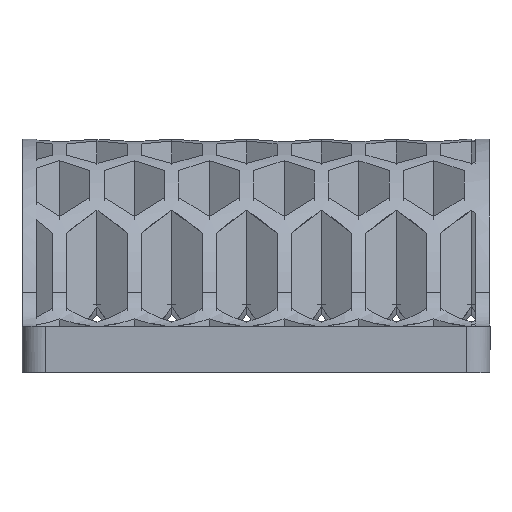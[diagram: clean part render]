
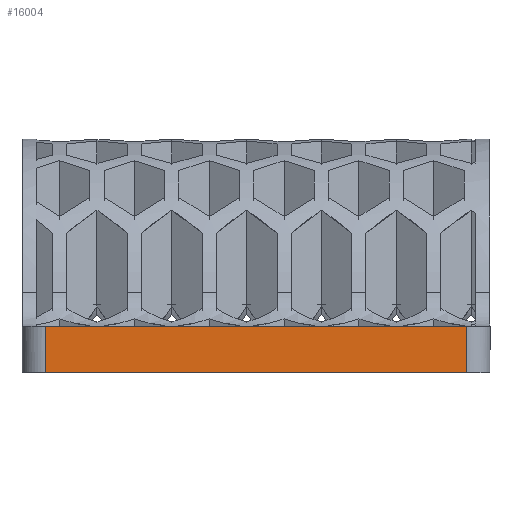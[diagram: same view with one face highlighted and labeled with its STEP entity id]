
A CAD part, left-side view. The second image highlights one B-rep face of the part: STEP entity #16004.
In plain terms, the highlighted free-form (B-spline) face has degree [1, 1] with [2, 2] control points.
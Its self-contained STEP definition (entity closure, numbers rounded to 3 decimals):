
#16004 = ADVANCED_FACE('',(#16005),#16035,.T.);
#16005 = FACE_BOUND('',#16006,.T.);
#16006 = EDGE_LOOP('',(#16007,#16016,#16023,#16030));
#16007 = ORIENTED_EDGE('',*,*,#16008,.T.);
#16008 = EDGE_CURVE('',#16009,#16011,#16013,.T.);
#16009 = VERTEX_POINT('',#16010);
#16010 = CARTESIAN_POINT('',(-109.664,7.311,
    7.311));
#16011 = VERTEX_POINT('',#16012);
#16012 = CARTESIAN_POINT('',(-109.664,7.311,
    -7.311));
#16013 = B_SPLINE_CURVE_WITH_KNOTS('',1,(#16014,#16015),.UNSPECIFIED.,
  .F.,.F.,(2,2),(0.,10.),.PIECEWISE_BEZIER_KNOTS.);
#16014 = CARTESIAN_POINT('',(-109.664,7.311,
    7.311));
#16015 = CARTESIAN_POINT('',(-109.664,7.311,
    -7.311));
#16016 = ORIENTED_EDGE('',*,*,#16017,.T.);
#16017 = EDGE_CURVE('',#16011,#16018,#16020,.T.);
#16018 = VERTEX_POINT('',#16019);
#16019 = CARTESIAN_POINT('',(-109.664,138.907,
    -7.311));
#16020 = B_SPLINE_CURVE_WITH_KNOTS('',1,(#16021,#16022),.UNSPECIFIED.,
  .F.,.F.,(2,2),(0.,90.),.PIECEWISE_BEZIER_KNOTS.);
#16021 = CARTESIAN_POINT('',(-109.664,7.311,
    -7.311));
#16022 = CARTESIAN_POINT('',(-109.664,138.907,
    -7.311));
#16023 = ORIENTED_EDGE('',*,*,#16024,.T.);
#16024 = EDGE_CURVE('',#16018,#16025,#16027,.T.);
#16025 = VERTEX_POINT('',#16026);
#16026 = CARTESIAN_POINT('',(-109.664,138.907,
    7.311));
#16027 = B_SPLINE_CURVE_WITH_KNOTS('',1,(#16028,#16029),.UNSPECIFIED.,
  .F.,.F.,(2,2),(0.,10.),.PIECEWISE_BEZIER_KNOTS.);
#16028 = CARTESIAN_POINT('',(-109.664,138.907,
    -7.311));
#16029 = CARTESIAN_POINT('',(-109.664,138.907,
    7.311));
#16030 = ORIENTED_EDGE('',*,*,#16031,.T.);
#16031 = EDGE_CURVE('',#16025,#16009,#16032,.T.);
#16032 = B_SPLINE_CURVE_WITH_KNOTS('',1,(#16033,#16034),.UNSPECIFIED.,
  .F.,.F.,(2,2),(0.,90.),.PIECEWISE_BEZIER_KNOTS.);
#16033 = CARTESIAN_POINT('',(-109.664,138.907,
    7.311));
#16034 = CARTESIAN_POINT('',(-109.664,7.311,
    7.311));
#16035 = B_SPLINE_SURFACE_WITH_KNOTS('',1,1,(
    (#16036,#16037)
    ,(#16038,#16039
    )),.UNSPECIFIED.,.F.,.F.,.F.,(2,2),(2,2),(0.,1.),(0.,1.),
  .PIECEWISE_BEZIER_KNOTS.);
#16036 = CARTESIAN_POINT('',(-109.664,7.311,
    7.311));
#16037 = CARTESIAN_POINT('',(-109.664,138.907,
    7.311));
#16038 = CARTESIAN_POINT('',(-109.664,7.311,
    -7.311));
#16039 = CARTESIAN_POINT('',(-109.664,138.907,
    -7.311));
